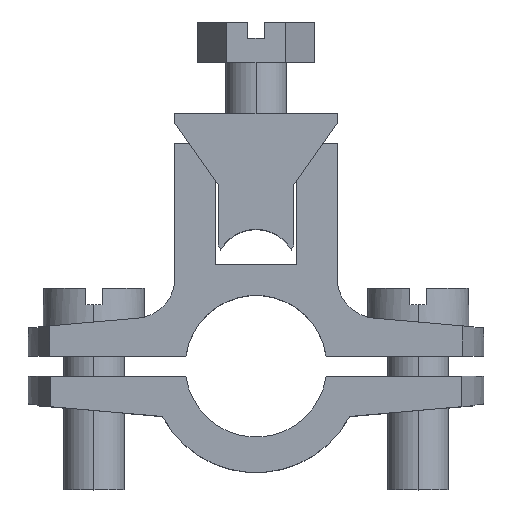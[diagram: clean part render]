
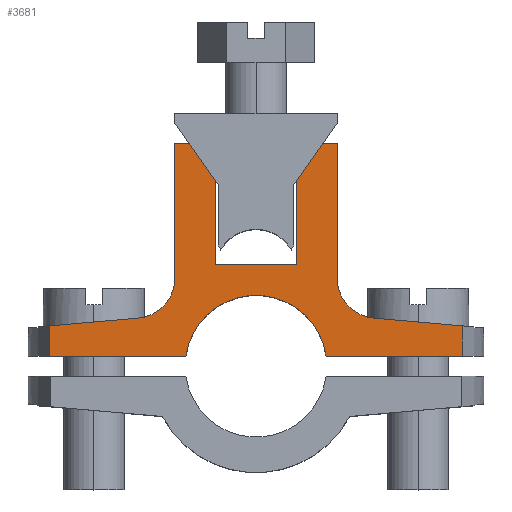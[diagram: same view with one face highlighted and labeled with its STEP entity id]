
A CAD part, top view. The second image highlights one B-rep face of the part: STEP entity #3681.
In plain terms, the highlighted face is planar.
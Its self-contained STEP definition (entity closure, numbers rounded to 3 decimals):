
#23 = CIRCLE ( 'NONE', #1283, 4. ) ;
#30 = DIRECTION ( 'NONE',  ( 0.996, 0.087, 0. ) ) ;
#49 = ORIENTED_EDGE ( 'NONE', *, *, #4561, .F. ) ;
#71 = LINE ( 'NONE', #4676, #841 ) ;
#123 = VECTOR ( 'NONE', #4792, 1000. ) ;
#132 = CARTESIAN_POINT ( 'NONE',  ( 20.356, -1., -16. ) ) ;
#158 = LINE ( 'NONE', #4747, #1306 ) ;
#163 = EDGE_CURVE ( 'NONE', #3380, #3251, #177, .T. ) ;
#173 = VECTOR ( 'NONE', #4163, 1000. ) ;
#177 = LINE ( 'NONE', #3890, #488 ) ;
#184 = EDGE_CURVE ( 'NONE', #1876, #4358, #3039, .T. ) ;
#237 = VERTEX_POINT ( 'NONE', #4447 ) ;
#265 = CARTESIAN_POINT ( 'NONE',  ( 0., -22., -16. ) ) ;
#296 = ORIENTED_EDGE ( 'NONE', *, *, #597, .F. ) ;
#320 = DIRECTION ( 'NONE',  ( 1., 0., 0. ) ) ;
#356 = EDGE_CURVE ( 'NONE', #4784, #1876, #652, .T. ) ;
#360 = CARTESIAN_POINT ( 'NONE',  ( 20.356, 0., -16. ) ) ;
#373 = AXIS2_PLACEMENT_3D ( 'NONE', #4505, #1568, #320 ) ;
#461 = FACE_OUTER_BOUND ( 'NONE', #2334, .T. ) ;
#488 = VECTOR ( 'NONE', #3955, 1000. ) ;
#597 = EDGE_CURVE ( 'NONE', #3017, #237, #71, .T. ) ;
#603 = EDGE_CURVE ( 'NONE', #3249, #4723, #23, .T. ) ;
#630 = CARTESIAN_POINT ( 'NONE',  ( 6.928, -1., -16. ) ) ;
#652 = LINE ( 'NONE', #360, #1160 ) ;
#723 = VERTEX_POINT ( 'NONE', #957 ) ;
#841 = VECTOR ( 'NONE', #1287, 1000. ) ;
#846 = CARTESIAN_POINT ( 'NONE',  ( 11.651, -4.749, -16. ) ) ;
#957 = CARTESIAN_POINT ( 'NONE',  ( -20.356, -3.988, -16. ) ) ;
#1019 = ORIENTED_EDGE ( 'NONE', *, *, #4602, .F. ) ;
#1160 = VECTOR ( 'NONE', #2151, 1000. ) ;
#1169 = ORIENTED_EDGE ( 'NONE', *, *, #184, .F. ) ;
#1177 = CARTESIAN_POINT ( 'NONE',  ( -4., -10., -16. ) ) ;
#1186 = VERTEX_POINT ( 'NONE', #1177 ) ;
#1283 = AXIS2_PLACEMENT_3D ( 'NONE', #3076, #4357, #3448 ) ;
#1287 = DIRECTION ( 'NONE',  ( 0., -1., 0. ) ) ;
#1288 = LINE ( 'NONE', #5058, #1429 ) ;
#1306 = VECTOR ( 'NONE', #4352, 1000. ) ;
#1307 = VERTEX_POINT ( 'NONE', #3496 ) ;
#1334 = EDGE_CURVE ( 'NONE', #3251, #1307, #1288, .T. ) ;
#1382 = VERTEX_POINT ( 'NONE', #3333 ) ;
#1386 = DIRECTION ( 'NONE',  ( 1., 0., 0. ) ) ;
#1429 = VECTOR ( 'NONE', #4237, 1000. ) ;
#1568 = DIRECTION ( 'NONE',  ( 0., 0., 1. ) ) ;
#1668 = EDGE_CURVE ( 'NONE', #1307, #1186, #3580, .T. ) ;
#1677 = CARTESIAN_POINT ( 'NONE',  ( 0., 0., -16. ) ) ;
#1683 = VECTOR ( 'NONE', #1386, 1000. ) ;
#1698 = CARTESIAN_POINT ( 'NONE',  ( -11.651, -4.749, -16. ) ) ;
#1735 = EDGE_CURVE ( 'NONE', #4082, #1382, #3104, .T. ) ;
#1876 = VERTEX_POINT ( 'NONE', #132 ) ;
#2138 = CIRCLE ( 'NONE', #373, 7. ) ;
#2151 = DIRECTION ( 'NONE',  ( 0., 1., 0. ) ) ;
#2227 = LINE ( 'NONE', #4401, #2392 ) ;
#2260 = DIRECTION ( 'NONE',  ( 0., 0., 1. ) ) ;
#2333 = ORIENTED_EDGE ( 'NONE', *, *, #356, .F. ) ;
#2334 = EDGE_LOOP ( 'NONE', ( #49, #4737, #1019, #4532, #2912, #1169, #2333, #4425, #2808, #3418, #4213, #296 ) ) ;
#2369 = CARTESIAN_POINT ( 'NONE',  ( -8., -8.734, -16. ) ) ;
#2392 = VECTOR ( 'NONE', #4468, 1000. ) ;
#2444 = AXIS2_PLACEMENT_3D ( 'NONE', #3166, #3177, #3204 ) ;
#2462 = EDGE_LOOP ( 'NONE', ( #4924, #3769, #4227, #4877 ) ) ;
#2639 = VERTEX_POINT ( 'NONE', #3229 ) ;
#2662 = DIRECTION ( 'NONE',  ( 0., 1., 0. ) ) ;
#2749 = VECTOR ( 'NONE', #2662, 1000. ) ;
#2808 = ORIENTED_EDGE ( 'NONE', *, *, #603, .F. ) ;
#2884 = CARTESIAN_POINT ( 'NONE',  ( -4., 0., -16. ) ) ;
#2912 = ORIENTED_EDGE ( 'NONE', *, *, #3020, .T. ) ;
#2946 = CARTESIAN_POINT ( 'NONE',  ( 8., 0., -16. ) ) ;
#3005 = DIRECTION ( 'NONE',  ( 1., 0., 0. ) ) ;
#3017 = VERTEX_POINT ( 'NONE', #2369 ) ;
#3020 = EDGE_CURVE ( 'NONE', #4082, #4358, #2138, .T. ) ;
#3039 = LINE ( 'NONE', #4151, #173 ) ;
#3076 = CARTESIAN_POINT ( 'NONE',  ( 12., -8.734, -16. ) ) ;
#3104 = LINE ( 'NONE', #4520, #3343 ) ;
#3128 = LINE ( 'NONE', #265, #1683 ) ;
#3166 = CARTESIAN_POINT ( 'NONE',  ( -12., -8.734, -16. ) ) ;
#3177 = DIRECTION ( 'NONE',  ( 0., 0., -1. ) ) ;
#3204 = DIRECTION ( 'NONE',  ( 1., 0., 0. ) ) ;
#3225 = EDGE_CURVE ( 'NONE', #1186, #3380, #158, .T. ) ;
#3229 = CARTESIAN_POINT ( 'NONE',  ( 8., -22., -16. ) ) ;
#3249 = VERTEX_POINT ( 'NONE', #3567 ) ;
#3251 = VERTEX_POINT ( 'NONE', #4449 ) ;
#3259 = VERTEX_POINT ( 'NONE', #1698 ) ;
#3333 = CARTESIAN_POINT ( 'NONE',  ( -20.356, -1., -16. ) ) ;
#3343 = VECTOR ( 'NONE', #4599, 1000. ) ;
#3347 = VECTOR ( 'NONE', #4700, 1000. ) ;
#3380 = VERTEX_POINT ( 'NONE', #4941 ) ;
#3401 = PLANE ( 'NONE',  #4705 ) ;
#3418 = ORIENTED_EDGE ( 'NONE', *, *, #4264, .F. ) ;
#3448 = DIRECTION ( 'NONE',  ( 1., 0., 0. ) ) ;
#3496 = CARTESIAN_POINT ( 'NONE',  ( -4., -19., -16. ) ) ;
#3567 = CARTESIAN_POINT ( 'NONE',  ( 8., -8.734, -16. ) ) ;
#3580 = LINE ( 'NONE', #2884, #123 ) ;
#3681 = ADVANCED_FACE ( 'NONE', ( #4454, #461 ), #3401, .F. ) ;
#3769 = ORIENTED_EDGE ( 'NONE', *, *, #3225, .F. ) ;
#3790 = EDGE_CURVE ( 'NONE', #237, #2639, #3128, .T. ) ;
#3890 = CARTESIAN_POINT ( 'NONE',  ( 4., 0., -16. ) ) ;
#3918 = EDGE_CURVE ( 'NONE', #4723, #4784, #4908, .T. ) ;
#3955 = DIRECTION ( 'NONE',  ( 0., -1., 0. ) ) ;
#4082 = VERTEX_POINT ( 'NONE', #4706 ) ;
#4115 = EDGE_CURVE ( 'NONE', #723, #3259, #2227, .T. ) ;
#4151 = CARTESIAN_POINT ( 'NONE',  ( 22.5, -1., -16. ) ) ;
#4163 = DIRECTION ( 'NONE',  ( -1., 0., 0. ) ) ;
#4213 = ORIENTED_EDGE ( 'NONE', *, *, #3790, .F. ) ;
#4227 = ORIENTED_EDGE ( 'NONE', *, *, #1668, .F. ) ;
#4237 = DIRECTION ( 'NONE',  ( -1., 0., 0. ) ) ;
#4264 = EDGE_CURVE ( 'NONE', #2639, #3249, #4974, .T. ) ;
#4352 = DIRECTION ( 'NONE',  ( 1., 0., 0. ) ) ;
#4357 = DIRECTION ( 'NONE',  ( 0., 0., -1. ) ) ;
#4358 = VERTEX_POINT ( 'NONE', #630 ) ;
#4401 = CARTESIAN_POINT ( 'NONE',  ( -20.356, -3.988, -16. ) ) ;
#4425 = ORIENTED_EDGE ( 'NONE', *, *, #3918, .F. ) ;
#4447 = CARTESIAN_POINT ( 'NONE',  ( -8., -22., -16. ) ) ;
#4449 = CARTESIAN_POINT ( 'NONE',  ( 4., -19., -16. ) ) ;
#4454 = FACE_BOUND ( 'NONE', #2462, .T. ) ;
#4468 = DIRECTION ( 'NONE',  ( 0.996, -0.087, 0. ) ) ;
#4505 = CARTESIAN_POINT ( 'NONE',  ( 0., 0., -16. ) ) ;
#4520 = CARTESIAN_POINT ( 'NONE',  ( -6.928, -1., -16. ) ) ;
#4532 = ORIENTED_EDGE ( 'NONE', *, *, #1735, .F. ) ;
#4561 = EDGE_CURVE ( 'NONE', #3259, #3017, #4603, .T. ) ;
#4599 = DIRECTION ( 'NONE',  ( -1., 0., 0. ) ) ;
#4602 = EDGE_CURVE ( 'NONE', #1382, #723, #4964, .T. ) ;
#4603 = CIRCLE ( 'NONE', #2444, 4. ) ;
#4620 = VECTOR ( 'NONE', #30, 1000. ) ;
#4666 = CARTESIAN_POINT ( 'NONE',  ( -20.356, 0., -16. ) ) ;
#4676 = CARTESIAN_POINT ( 'NONE',  ( -8., 0., -16. ) ) ;
#4700 = DIRECTION ( 'NONE',  ( 0., -1., 0. ) ) ;
#4705 = AXIS2_PLACEMENT_3D ( 'NONE', #1677, #2260, #3005 ) ;
#4706 = CARTESIAN_POINT ( 'NONE',  ( -6.928, -1., -16. ) ) ;
#4723 = VERTEX_POINT ( 'NONE', #5168 ) ;
#4737 = ORIENTED_EDGE ( 'NONE', *, *, #4115, .F. ) ;
#4747 = CARTESIAN_POINT ( 'NONE',  ( 0., -10., -16. ) ) ;
#4784 = VERTEX_POINT ( 'NONE', #5155 ) ;
#4792 = DIRECTION ( 'NONE',  ( 0., 1., 0. ) ) ;
#4877 = ORIENTED_EDGE ( 'NONE', *, *, #1334, .F. ) ;
#4908 = LINE ( 'NONE', #846, #4620 ) ;
#4924 = ORIENTED_EDGE ( 'NONE', *, *, #163, .F. ) ;
#4941 = CARTESIAN_POINT ( 'NONE',  ( 4., -10., -16. ) ) ;
#4964 = LINE ( 'NONE', #4666, #3347 ) ;
#4974 = LINE ( 'NONE', #2946, #2749 ) ;
#5058 = CARTESIAN_POINT ( 'NONE',  ( 0., -19., -16. ) ) ;
#5155 = CARTESIAN_POINT ( 'NONE',  ( 20.356, -3.988, -16. ) ) ;
#5168 = CARTESIAN_POINT ( 'NONE',  ( 11.651, -4.749, -16. ) ) ;
